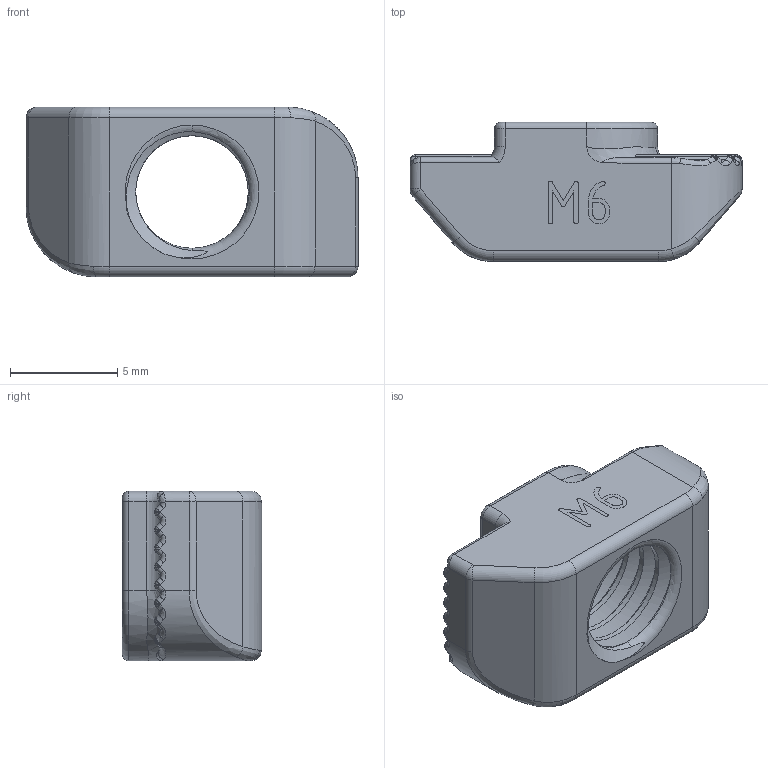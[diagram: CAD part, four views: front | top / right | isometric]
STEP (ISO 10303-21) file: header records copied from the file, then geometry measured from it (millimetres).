
FILE_DESCRIPTION (( 'STEP AP214' ), '1' );
FILE_NAME ('nut M6 tslot.STEP', '2020-11-18T06:37:13', ( '' ), ( '' ), 'SwSTEP 2.0', 'SolidWorks 2020', '' );
FILE_SCHEMA (( 'AUTOMOTIVE_DESIGN' ));
Length unit declared in the file: millimetre
Products named in the file (1): nut M6 tslot
Bounding box: 15.5 x 6.5 x 7.92 mm (x, y, z)
Volume: 431.8 mm3; surface area: 586.5 mm2
Topology: 1 solids, 3 shells, 349 faces, 910 edges, 539 vertices
Faces by surface type: cylinder 132, plane 94, bspline 80, torus 41, sphere 2
Entity records: 13804 total; most frequent: CARTESIAN_POINT 6135, ORIENTED_EDGE 1752, DIRECTION 1295, EDGE_CURVE 876, VERTEX_POINT 539, AXIS2_PLACEMENT_3D 484, EDGE_LOOP 357, ADVANCED_FACE 349
